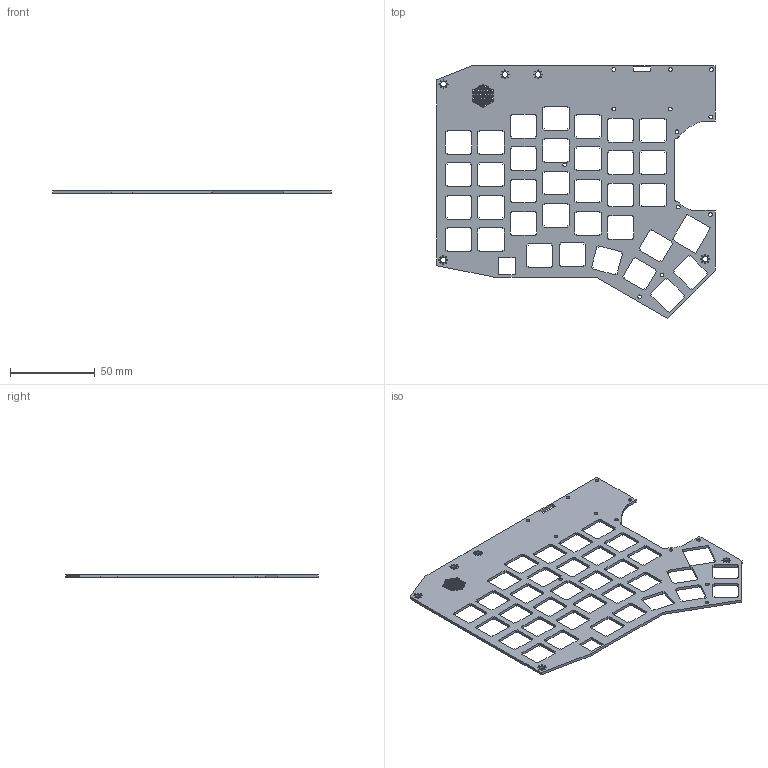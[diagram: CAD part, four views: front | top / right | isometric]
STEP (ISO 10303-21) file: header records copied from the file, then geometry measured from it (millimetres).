
FILE_DESCRIPTION(('KiCad electronic assembly'),'2;1');
FILE_NAME('Rev2.step','2021-12-29T21:05:05',('Pcbnew'),('Kicad'), 'Open CASCADE STEP processor 7.5','KiCad to STEP converter','Unknown' );
FILE_SCHEMA(('AUTOMOTIVE_DESIGN { 1 0 10303 214 1 1 1 1 }'));
Length unit declared in the file: millimetre
Products named in the file (2): Rev2 1; _autosave-TOP PLATE final PCB
Assembly tree (1 placements, depth 2):
  Rev2 1
    _autosave-TOP PLATE final PCB
Bounding box: 163.98 x 148.86 x 1.6 mm (x, y, z)
Volume: 19197.7 mm3; surface area: 29033.9 mm2
Topology: 1 solids, 1 shells, 632 faces, 1890 edges, 1260 vertices
Faces by surface type: plane 514, cylinder 118
Full cylindrical faces by diameter (mm): 0.5 x40, 1 x61, 2.2 x12, 3.2 x5
Entity records: 46287 total; most frequent: CARTESIAN_POINT 7564, DIRECTION 7174, LINE 5198, VECTOR 5198, ORIENTED_EDGE 3780, PCURVE 3780, DEFINITIONAL_REPRESENTATION 3780, EDGE_CURVE 1890
